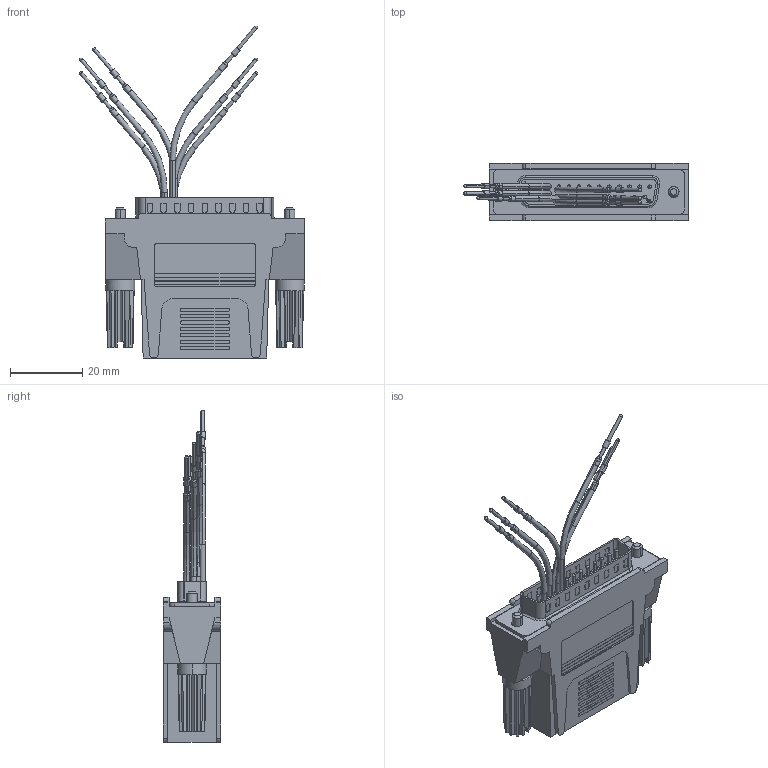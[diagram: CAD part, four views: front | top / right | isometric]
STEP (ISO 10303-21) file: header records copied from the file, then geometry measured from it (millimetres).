
FILE_DESCRIPTION (( 'STEP AP203' ), '1' );
FILE_NAME ('REC256M.STEP', '2006-06-23T20:13:54', ( 'lcom' ), ( 'lcom' ), 'SwSTEP 2.0', 'SolidWorks 2006004', '' );
FILE_SCHEMA (( 'CONFIG_CONTROL_DESIGN' ));
Length unit declared in the file: inch
Products named in the file (12): 3AC08-010; 3AA07-038; 3AC08-008; REC256M; 3AC08-006; 3AC08-009; 3AC08-005; C&P25M; CRIMP&POKE M; 3AC08-007; REC256-MA1
Assembly tree (42 placements, depth 3):
  REC256M
    3AC08-005
    REC256-MA1
    3AA07-038  x2
    CRIMP&POKE M  x6
    3AC08-008
    3AC08-007
    C&P25M
      CRIMP&POKE M  x25
      C&P25M
    3AC08-010
    3AC08-006
    3AC08-009
Bounding box: 62.38 x 16 x 92.13 mm (x, y, z)
Volume: 22423.5 mm3; surface area: 20019.5 mm2
Topology: 41 solids, 41 shells, 1523 faces, 3597 edges, 2326 vertices
Faces by surface type: cylinder 698, plane 610, bspline 86, cone 66, torus 32, sphere 31
Entity records: 33128 total; most frequent: CARTESIAN_POINT 7101, DIRECTION 5102, ORIENTED_EDGE 4854, EDGE_CURVE 2427, AXIS2_PLACEMENT_3D 1790, VERTEX_POINT 1597, VECTOR 1522, LINE 1522
